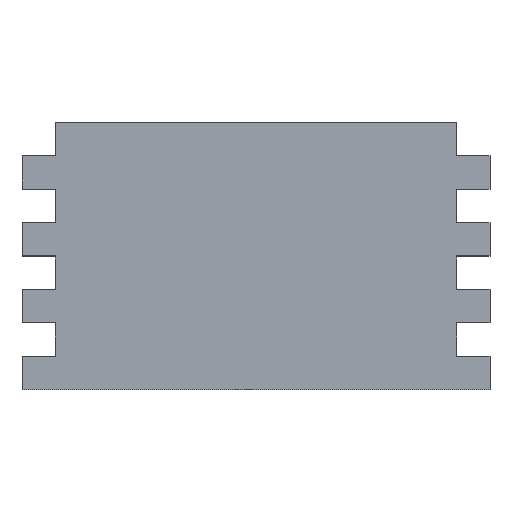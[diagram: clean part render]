
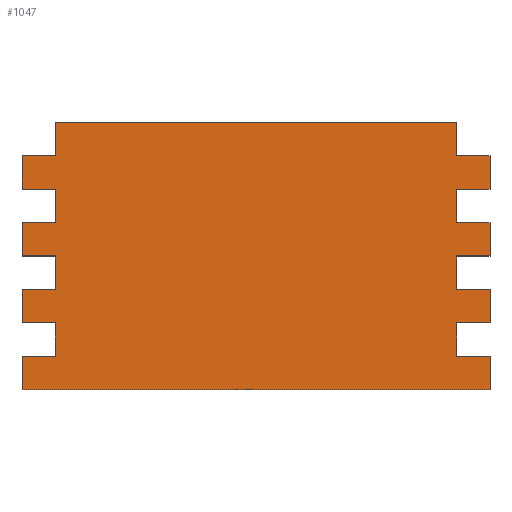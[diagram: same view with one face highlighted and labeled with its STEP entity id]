
A CAD part, top view. The second image highlights one B-rep face of the part: STEP entity #1047.
In plain terms, the highlighted planar face has unit normal (0, 0, 1).
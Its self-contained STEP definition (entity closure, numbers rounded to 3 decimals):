
#167=FACE_OUTER_BOUND('',#201,.T.);
#201=EDGE_LOOP('',(#917,#918,#919,#920,#921,#922,#923,#924,#925,#926,#927,
#928,#929,#930,#931,#932,#933,#934,#935,#936,#937,#938,#939,#940,#941,#942,
#943,#944,#945,#946,#947,#948));
#205=LINE('',#1376,#418);
#208=LINE('',#1382,#421);
#211=LINE('',#1388,#424);
#214=LINE('',#1394,#427);
#217=LINE('',#1400,#430);
#220=LINE('',#1406,#433);
#223=LINE('',#1412,#436);
#226=LINE('',#1418,#439);
#229=LINE('',#1424,#442);
#232=LINE('',#1430,#445);
#235=LINE('',#1436,#448);
#238=LINE('',#1442,#451);
#241=LINE('',#1448,#454);
#244=LINE('',#1454,#457);
#247=LINE('',#1460,#460);
#250=LINE('',#1466,#463);
#253=LINE('',#1472,#466);
#256=LINE('',#1478,#469);
#259=LINE('',#1484,#472);
#262=LINE('',#1490,#475);
#265=LINE('',#1496,#478);
#268=LINE('',#1502,#481);
#271=LINE('',#1508,#484);
#274=LINE('',#1514,#487);
#277=LINE('',#1520,#490);
#280=LINE('',#1526,#493);
#283=LINE('',#1532,#496);
#286=LINE('',#1538,#499);
#289=LINE('',#1544,#502);
#292=LINE('',#1550,#505);
#295=LINE('',#1556,#508);
#298=LINE('',#1560,#511);
#418=VECTOR('',#1091,5.);
#421=VECTOR('',#1096,5.);
#424=VECTOR('',#1101,5.);
#427=VECTOR('',#1106,5.);
#430=VECTOR('',#1111,5.);
#433=VECTOR('',#1116,5.);
#436=VECTOR('',#1121,60.);
#439=VECTOR('',#1126,5.);
#442=VECTOR('',#1131,5.);
#445=VECTOR('',#1136,5.);
#448=VECTOR('',#1141,5.);
#451=VECTOR('',#1146,5.);
#454=VECTOR('',#1151,5.);
#457=VECTOR('',#1156,5.);
#460=VECTOR('',#1161,5.);
#463=VECTOR('',#1166,5.);
#466=VECTOR('',#1171,5.);
#469=VECTOR('',#1176,5.);
#472=VECTOR('',#1181,5.);
#475=VECTOR('',#1186,5.);
#478=VECTOR('',#1191,5.);
#481=VECTOR('',#1196,5.);
#484=VECTOR('',#1201,70.);
#487=VECTOR('',#1206,5.);
#490=VECTOR('',#1211,5.);
#493=VECTOR('',#1216,5.);
#496=VECTOR('',#1221,5.);
#499=VECTOR('',#1226,5.);
#502=VECTOR('',#1231,5.);
#505=VECTOR('',#1236,5.);
#508=VECTOR('',#1241,5.);
#511=VECTOR('',#1246,5.);
#631=VERTEX_POINT('',#1373);
#632=VERTEX_POINT('',#1375);
#634=VERTEX_POINT('',#1381);
#636=VERTEX_POINT('',#1387);
#638=VERTEX_POINT('',#1393);
#640=VERTEX_POINT('',#1399);
#642=VERTEX_POINT('',#1405);
#644=VERTEX_POINT('',#1411);
#646=VERTEX_POINT('',#1417);
#648=VERTEX_POINT('',#1423);
#650=VERTEX_POINT('',#1429);
#652=VERTEX_POINT('',#1435);
#654=VERTEX_POINT('',#1441);
#656=VERTEX_POINT('',#1447);
#658=VERTEX_POINT('',#1453);
#660=VERTEX_POINT('',#1459);
#662=VERTEX_POINT('',#1465);
#664=VERTEX_POINT('',#1471);
#666=VERTEX_POINT('',#1477);
#668=VERTEX_POINT('',#1483);
#670=VERTEX_POINT('',#1489);
#672=VERTEX_POINT('',#1495);
#674=VERTEX_POINT('',#1501);
#676=VERTEX_POINT('',#1507);
#678=VERTEX_POINT('',#1513);
#680=VERTEX_POINT('',#1519);
#682=VERTEX_POINT('',#1525);
#684=VERTEX_POINT('',#1531);
#686=VERTEX_POINT('',#1537);
#688=VERTEX_POINT('',#1543);
#690=VERTEX_POINT('',#1549);
#692=VERTEX_POINT('',#1555);
#695=EDGE_CURVE('',#632,#631,#205,.T.);
#698=EDGE_CURVE('',#634,#632,#208,.T.);
#701=EDGE_CURVE('',#636,#634,#211,.T.);
#704=EDGE_CURVE('',#638,#636,#214,.T.);
#707=EDGE_CURVE('',#640,#638,#217,.T.);
#710=EDGE_CURVE('',#642,#640,#220,.T.);
#713=EDGE_CURVE('',#644,#642,#223,.T.);
#716=EDGE_CURVE('',#646,#644,#226,.T.);
#719=EDGE_CURVE('',#648,#646,#229,.T.);
#722=EDGE_CURVE('',#650,#648,#232,.T.);
#725=EDGE_CURVE('',#652,#650,#235,.T.);
#728=EDGE_CURVE('',#654,#652,#238,.T.);
#731=EDGE_CURVE('',#656,#654,#241,.T.);
#734=EDGE_CURVE('',#658,#656,#244,.T.);
#737=EDGE_CURVE('',#660,#658,#247,.T.);
#740=EDGE_CURVE('',#662,#660,#250,.T.);
#743=EDGE_CURVE('',#664,#662,#253,.T.);
#746=EDGE_CURVE('',#666,#664,#256,.T.);
#749=EDGE_CURVE('',#668,#666,#259,.T.);
#752=EDGE_CURVE('',#670,#668,#262,.T.);
#755=EDGE_CURVE('',#672,#670,#265,.T.);
#758=EDGE_CURVE('',#674,#672,#268,.T.);
#761=EDGE_CURVE('',#676,#674,#271,.T.);
#764=EDGE_CURVE('',#678,#676,#274,.T.);
#767=EDGE_CURVE('',#680,#678,#277,.T.);
#770=EDGE_CURVE('',#682,#680,#280,.T.);
#773=EDGE_CURVE('',#684,#682,#283,.T.);
#776=EDGE_CURVE('',#686,#684,#286,.T.);
#779=EDGE_CURVE('',#688,#686,#289,.T.);
#782=EDGE_CURVE('',#690,#688,#292,.T.);
#785=EDGE_CURVE('',#692,#690,#295,.T.);
#788=EDGE_CURVE('',#631,#692,#298,.T.);
#917=ORIENTED_EDGE('',*,*,#788,.T.);
#918=ORIENTED_EDGE('',*,*,#785,.T.);
#919=ORIENTED_EDGE('',*,*,#782,.T.);
#920=ORIENTED_EDGE('',*,*,#779,.T.);
#921=ORIENTED_EDGE('',*,*,#776,.T.);
#922=ORIENTED_EDGE('',*,*,#773,.T.);
#923=ORIENTED_EDGE('',*,*,#770,.T.);
#924=ORIENTED_EDGE('',*,*,#767,.T.);
#925=ORIENTED_EDGE('',*,*,#764,.T.);
#926=ORIENTED_EDGE('',*,*,#761,.T.);
#927=ORIENTED_EDGE('',*,*,#758,.T.);
#928=ORIENTED_EDGE('',*,*,#755,.T.);
#929=ORIENTED_EDGE('',*,*,#752,.T.);
#930=ORIENTED_EDGE('',*,*,#749,.T.);
#931=ORIENTED_EDGE('',*,*,#746,.T.);
#932=ORIENTED_EDGE('',*,*,#743,.T.);
#933=ORIENTED_EDGE('',*,*,#740,.T.);
#934=ORIENTED_EDGE('',*,*,#737,.T.);
#935=ORIENTED_EDGE('',*,*,#734,.T.);
#936=ORIENTED_EDGE('',*,*,#731,.T.);
#937=ORIENTED_EDGE('',*,*,#728,.T.);
#938=ORIENTED_EDGE('',*,*,#725,.T.);
#939=ORIENTED_EDGE('',*,*,#722,.T.);
#940=ORIENTED_EDGE('',*,*,#719,.T.);
#941=ORIENTED_EDGE('',*,*,#716,.T.);
#942=ORIENTED_EDGE('',*,*,#713,.T.);
#943=ORIENTED_EDGE('',*,*,#710,.T.);
#944=ORIENTED_EDGE('',*,*,#707,.T.);
#945=ORIENTED_EDGE('',*,*,#704,.T.);
#946=ORIENTED_EDGE('',*,*,#701,.T.);
#947=ORIENTED_EDGE('',*,*,#698,.T.);
#948=ORIENTED_EDGE('',*,*,#695,.T.);
#1013=PLANE('',#1083);
#1047=ADVANCED_FACE('',(#167),#1013,.T.);
#1083=AXIS2_PLACEMENT_3D('',#1561,#1247,#1248);
#1091=DIRECTION('',(-1.,0.,0.));
#1096=DIRECTION('',(0.,-1.,0.));
#1101=DIRECTION('',(1.,0.,0.));
#1106=DIRECTION('',(0.,-1.,0.));
#1111=DIRECTION('',(-1.,0.,0.));
#1116=DIRECTION('',(0.,-1.,0.));
#1121=DIRECTION('',(-1.,0.,0.));
#1126=DIRECTION('',(0.,1.,0.));
#1131=DIRECTION('',(-1.,0.,0.));
#1136=DIRECTION('',(0.,1.,0.));
#1141=DIRECTION('',(1.,0.,0.));
#1146=DIRECTION('',(0.,1.,0.));
#1151=DIRECTION('',(-1.,0.,0.));
#1156=DIRECTION('',(0.,1.,0.));
#1161=DIRECTION('',(1.,0.,0.));
#1166=DIRECTION('',(0.,1.,0.));
#1171=DIRECTION('',(-1.,0.,0.));
#1176=DIRECTION('',(0.,1.,0.));
#1181=DIRECTION('',(1.,0.,0.));
#1186=DIRECTION('',(0.,1.,0.));
#1191=DIRECTION('',(-1.,0.,0.));
#1196=DIRECTION('',(0.,1.,0.));
#1201=DIRECTION('',(1.,0.,0.));
#1206=DIRECTION('',(0.,-1.,0.));
#1211=DIRECTION('',(-1.,0.,0.));
#1216=DIRECTION('',(0.,-1.,0.));
#1221=DIRECTION('',(1.,0.,0.));
#1226=DIRECTION('',(0.,-1.,0.));
#1231=DIRECTION('',(-1.,0.,0.));
#1236=DIRECTION('',(0.,-1.,0.));
#1241=DIRECTION('',(1.,0.,0.));
#1246=DIRECTION('',(0.,-1.,0.));
#1247=DIRECTION('center_axis',(0.,0.,1.));
#1248=DIRECTION('ref_axis',(1.,0.,0.));
#1373=CARTESIAN_POINT('',(-10.,25.,5.));
#1375=CARTESIAN_POINT('',(-5.,25.,5.));
#1376=CARTESIAN_POINT('',(-5.,25.,5.));
#1381=CARTESIAN_POINT('',(-5.,30.,5.));
#1382=CARTESIAN_POINT('',(-5.,30.,5.));
#1387=CARTESIAN_POINT('',(-10.,30.,5.));
#1388=CARTESIAN_POINT('',(-10.,30.,5.));
#1393=CARTESIAN_POINT('',(-10.,35.,5.));
#1394=CARTESIAN_POINT('',(-10.,35.,5.));
#1399=CARTESIAN_POINT('',(-5.,35.,5.));
#1400=CARTESIAN_POINT('',(-5.,35.,5.));
#1405=CARTESIAN_POINT('',(-5.,40.,5.));
#1406=CARTESIAN_POINT('',(-5.,40.,5.));
#1411=CARTESIAN_POINT('',(55.,40.,5.));
#1412=CARTESIAN_POINT('',(55.,40.,5.));
#1417=CARTESIAN_POINT('',(55.,35.,5.));
#1418=CARTESIAN_POINT('',(55.,35.,5.));
#1423=CARTESIAN_POINT('',(60.,35.,5.));
#1424=CARTESIAN_POINT('',(60.,35.,5.));
#1429=CARTESIAN_POINT('',(60.,30.,5.));
#1430=CARTESIAN_POINT('',(60.,30.,5.));
#1435=CARTESIAN_POINT('',(55.,30.,5.));
#1436=CARTESIAN_POINT('',(55.,30.,5.));
#1441=CARTESIAN_POINT('',(55.,25.,5.));
#1442=CARTESIAN_POINT('',(55.,25.,5.));
#1447=CARTESIAN_POINT('',(60.,25.,5.));
#1448=CARTESIAN_POINT('',(60.,25.,5.));
#1453=CARTESIAN_POINT('',(60.,20.,5.));
#1454=CARTESIAN_POINT('',(60.,20.,5.));
#1459=CARTESIAN_POINT('',(55.,20.,5.));
#1460=CARTESIAN_POINT('',(55.,20.,5.));
#1465=CARTESIAN_POINT('',(55.,15.,5.));
#1466=CARTESIAN_POINT('',(55.,15.,5.));
#1471=CARTESIAN_POINT('',(60.,15.,5.));
#1472=CARTESIAN_POINT('',(60.,15.,5.));
#1477=CARTESIAN_POINT('',(60.,10.,5.));
#1478=CARTESIAN_POINT('',(60.,10.,5.));
#1483=CARTESIAN_POINT('',(55.,10.,5.));
#1484=CARTESIAN_POINT('',(55.,10.,5.));
#1489=CARTESIAN_POINT('',(55.,5.,5.));
#1490=CARTESIAN_POINT('',(55.,5.,5.));
#1495=CARTESIAN_POINT('',(60.,5.,5.));
#1496=CARTESIAN_POINT('',(60.,5.,5.));
#1501=CARTESIAN_POINT('',(60.,0.,5.));
#1502=CARTESIAN_POINT('',(60.,0.,5.));
#1507=CARTESIAN_POINT('',(-10.,0.,5.));
#1508=CARTESIAN_POINT('',(-10.,0.,5.));
#1513=CARTESIAN_POINT('',(-10.,5.,5.));
#1514=CARTESIAN_POINT('',(-10.,5.,5.));
#1519=CARTESIAN_POINT('',(-5.,5.,5.));
#1520=CARTESIAN_POINT('',(-5.,5.,5.));
#1525=CARTESIAN_POINT('',(-5.,10.,5.));
#1526=CARTESIAN_POINT('',(-5.,10.,5.));
#1531=CARTESIAN_POINT('',(-10.,10.,5.));
#1532=CARTESIAN_POINT('',(-10.,10.,5.));
#1537=CARTESIAN_POINT('',(-10.,15.,5.));
#1538=CARTESIAN_POINT('',(-10.,15.,5.));
#1543=CARTESIAN_POINT('',(-5.,15.,5.));
#1544=CARTESIAN_POINT('',(-5.,15.,5.));
#1549=CARTESIAN_POINT('',(-5.,20.,5.));
#1550=CARTESIAN_POINT('',(-5.,20.,5.));
#1555=CARTESIAN_POINT('',(-10.,20.,5.));
#1556=CARTESIAN_POINT('',(-10.,20.,5.));
#1560=CARTESIAN_POINT('',(-10.,25.,5.));
#1561=CARTESIAN_POINT('Origin',(25.,19.286,5.));
